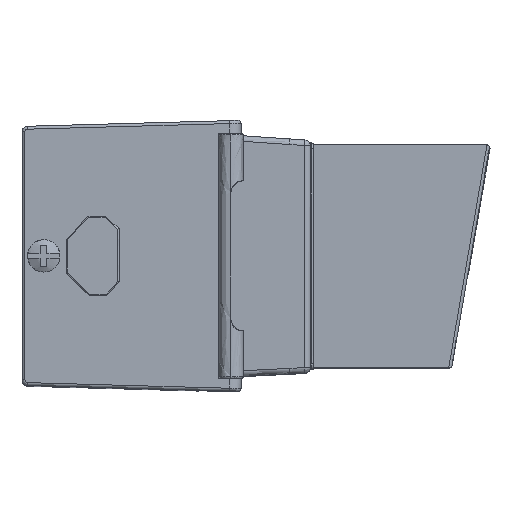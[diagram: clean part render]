
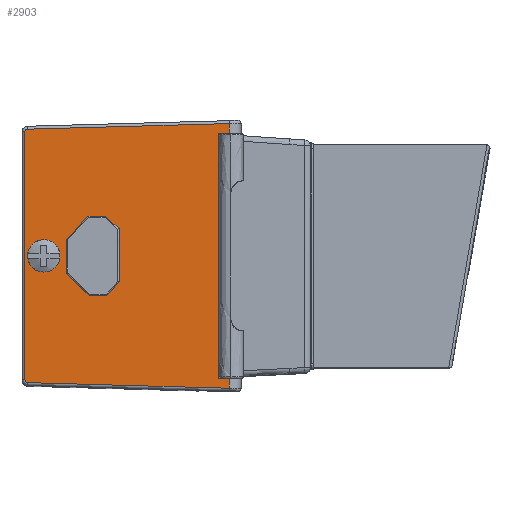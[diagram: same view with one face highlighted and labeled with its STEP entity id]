
A CAD part, top view. The second image highlights one B-rep face of the part: STEP entity #2903.
In plain terms, the highlighted free-form (B-spline) face has degree [1, 1] with [2, 2] control points.
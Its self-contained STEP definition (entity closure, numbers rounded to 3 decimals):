
#2215=CARTESIAN_POINT('',(17.2,20.8,44.));
#2216=VERTEX_POINT('',#2215);
#2223=CARTESIAN_POINT('',(15.3,20.8,44.));
#2224=VERTEX_POINT('',#2223);
#2225=CARTESIAN_POINT('',(17.2,20.8,44.));
#2226=CARTESIAN_POINT('',(15.3,20.8,44.));
#2227=B_SPLINE_CURVE_WITH_KNOTS('',1,(#2225,#2226),.POLYLINE_FORM.,.F.,.U.,(2,2),(0.,0.487),.UNSPECIFIED.);
#2228=EDGE_CURVE('',#2216,#2224,#2227,.T.);
#2259=CARTESIAN_POINT('',(15.3,-20.8,44.));
#2260=VERTEX_POINT('',#2259);
#2261=CARTESIAN_POINT('',(15.3,20.8,44.));
#2262=CARTESIAN_POINT('',(15.3,-20.8,44.));
#2263=B_SPLINE_CURVE_WITH_KNOTS('',1,(#2261,#2262),.POLYLINE_FORM.,.F.,.U.,(2,2),(0.,1.),.UNSPECIFIED.);
#2264=EDGE_CURVE('',#2224,#2260,#2263,.T.);
#2279=CARTESIAN_POINT('',(17.2,-20.8,44.));
#2280=VERTEX_POINT('',#2279);
#2281=CARTESIAN_POINT('',(15.3,-20.8,44.));
#2282=CARTESIAN_POINT('',(17.2,-20.8,44.));
#2283=B_SPLINE_CURVE_WITH_KNOTS('',1,(#2281,#2282),.POLYLINE_FORM.,.F.,.U.,(2,2),(0.513,1.),.UNSPECIFIED.);
#2284=EDGE_CURVE('',#2260,#2280,#2283,.T.);
#2609=CARTESIAN_POINT('',(17.2,22.478,44.));
#2610=VERTEX_POINT('',#2609);
#2618=CARTESIAN_POINT('',(-17.062,21.526,44.));
#2619=VERTEX_POINT('',#2618);
#2627=CARTESIAN_POINT('',(-17.062,21.526,44.));
#2628=CARTESIAN_POINT('',(17.2,22.478,44.));
#2629=B_SPLINE_CURVE_WITH_KNOTS('',1,(#2627,#2628),.POLYLINE_FORM.,.F.,.U.,(2,2),(0.056,1.),.UNSPECIFIED.);
#2630=EDGE_CURVE('',#2619,#2610,#2629,.T.);
#2765=CARTESIAN_POINT('',(17.2,22.478,44.));
#2766=CARTESIAN_POINT('',(17.2,20.8,44.));
#2767=B_SPLINE_CURVE_WITH_KNOTS('',1,(#2765,#2766),.POLYLINE_FORM.,.F.,.U.,(2,2),(0.954,0.989),.UNSPECIFIED.);
#2768=EDGE_CURVE('',#2610,#2216,#2767,.T.);
#2776=CARTESIAN_POINT('',(21.503,25.337,44.));
#2777=CARTESIAN_POINT('',(21.503,-25.337,44.));
#2778=CARTESIAN_POINT('',(-29.17,25.337,44.));
#2779=CARTESIAN_POINT('',(-29.17,-25.337,44.));
#2780=B_SPLINE_SURFACE_WITH_KNOTS('',1,1,((#2776,#2777),(#2778,#2779)),.PLANE_SURF.,.F.,.F.,.U.,(2,2),(2,2),(0.,1.),(0.,1.),.UNSPECIFIED.);
#2781=ORIENTED_EDGE('',*,*,#2284,.F.);
#2782=ORIENTED_EDGE('',*,*,#2264,.F.);
#2783=ORIENTED_EDGE('',*,*,#2228,.F.);
#2784=ORIENTED_EDGE('',*,*,#2768,.F.);
#2785=ORIENTED_EDGE('',*,*,#2630,.F.);
#2786=CARTESIAN_POINT('',(-17.5,21.076,44.));
#2787=VERTEX_POINT('',#2786);
#2788=CARTESIAN_POINT('',(-17.062,21.526,44.));
#2789=CARTESIAN_POINT('',(-17.5,21.514,44.));
#2790=CARTESIAN_POINT('',(-17.5,21.076,44.));
#2791=(BOUNDED_CURVE()B_SPLINE_CURVE(2,(#2788,#2789,#2790),.CIRCULAR_ARC.,.F.,.U.)B_SPLINE_CURVE_WITH_KNOTS((3,3),(0.,1.),.UNSPECIFIED.)CURVE()GEOMETRIC_REPRESENTATION_ITEM()RATIONAL_B_SPLINE_CURVE((1.,0.717,1.))REPRESENTATION_ITEM(''));
#2792=EDGE_CURVE('',#2619,#2787,#2791,.T.);
#2793=ORIENTED_EDGE('',*,*,#2792,.T.);
#2794=CARTESIAN_POINT('',(-17.5,-21.076,44.));
#2795=VERTEX_POINT('',#2794);
#2796=CARTESIAN_POINT('',(-17.5,21.076,44.));
#2797=CARTESIAN_POINT('',(-17.5,-21.076,44.));
#2798=B_SPLINE_CURVE_WITH_KNOTS('',1,(#2796,#2797),.POLYLINE_FORM.,.F.,.U.,(2,2),(0.,1.),.UNSPECIFIED.);
#2799=EDGE_CURVE('',#2787,#2795,#2798,.T.);
#2800=ORIENTED_EDGE('',*,*,#2799,.T.);
#2801=CARTESIAN_POINT('',(-17.062,-21.526,44.));
#2802=VERTEX_POINT('',#2801);
#2803=CARTESIAN_POINT('',(-17.5,-21.076,44.));
#2804=CARTESIAN_POINT('',(-17.5,-21.514,44.));
#2805=CARTESIAN_POINT('',(-17.062,-21.526,44.));
#2806=(BOUNDED_CURVE()B_SPLINE_CURVE(2,(#2803,#2804,#2805),.CIRCULAR_ARC.,.F.,.U.)B_SPLINE_CURVE_WITH_KNOTS((3,3),(0.,1.),.UNSPECIFIED.)CURVE()GEOMETRIC_REPRESENTATION_ITEM()RATIONAL_B_SPLINE_CURVE((1.,0.717,1.))REPRESENTATION_ITEM(''));
#2807=EDGE_CURVE('',#2795,#2802,#2806,.T.);
#2808=ORIENTED_EDGE('',*,*,#2807,.T.);
#2809=CARTESIAN_POINT('',(17.2,-22.478,44.));
#2810=VERTEX_POINT('',#2809);
#2811=CARTESIAN_POINT('',(-17.062,-21.526,44.));
#2812=CARTESIAN_POINT('',(17.2,-22.478,44.));
#2813=B_SPLINE_CURVE_WITH_KNOTS('',1,(#2811,#2812),.POLYLINE_FORM.,.F.,.U.,(2,2),(0.,0.944),.UNSPECIFIED.);
#2814=EDGE_CURVE('',#2802,#2810,#2813,.T.);
#2815=ORIENTED_EDGE('',*,*,#2814,.T.);
#2816=CARTESIAN_POINT('',(17.2,-22.478,44.));
#2817=CARTESIAN_POINT('',(17.2,-20.8,44.));
#2818=B_SPLINE_CURVE_WITH_KNOTS('',1,(#2816,#2817),.POLYLINE_FORM.,.F.,.U.,(2,2),(0.011,0.046),.UNSPECIFIED.);
#2819=EDGE_CURVE('',#2810,#2280,#2818,.T.);
#2820=ORIENTED_EDGE('',*,*,#2819,.T.);
#2821=EDGE_LOOP('',(#2781,#2782,#2783,#2784,#2785,#2793,#2800,#2808,#2815,#2820));
#2822=FACE_OUTER_BOUND('',#2821,.T.);
#2823=CARTESIAN_POINT('',(-10.5,-3.,44.));
#2824=VERTEX_POINT('',#2823);
#2825=CARTESIAN_POINT('',(-10.5,2.801,44.));
#2826=VERTEX_POINT('',#2825);
#2827=CARTESIAN_POINT('',(-10.5,-3.,44.));
#2828=CARTESIAN_POINT('',(-10.5,2.801,44.));
#2829=B_SPLINE_CURVE_WITH_KNOTS('',1,(#2827,#2828),.POLYLINE_FORM.,.F.,.U.,(2,2),(0.291,0.724),.UNSPECIFIED.);
#2830=EDGE_CURVE('',#2824,#2826,#2829,.T.);
#2831=ORIENTED_EDGE('',*,*,#2830,.T.);
#2832=CARTESIAN_POINT('',(-6.8,6.7,44.));
#2833=VERTEX_POINT('',#2832);
#2834=CARTESIAN_POINT('',(-10.5,2.801,44.));
#2835=CARTESIAN_POINT('',(-6.8,6.7,44.));
#2836=B_SPLINE_CURVE_WITH_KNOTS('',1,(#2834,#2835),.POLYLINE_FORM.,.F.,.U.,(2,2),(0.,1.),.UNSPECIFIED.);
#2837=EDGE_CURVE('',#2826,#2833,#2836,.T.);
#2838=ORIENTED_EDGE('',*,*,#2837,.T.);
#2839=CARTESIAN_POINT('',(-3.8,6.7,44.));
#2840=VERTEX_POINT('',#2839);
#2841=CARTESIAN_POINT('',(-6.8,6.7,44.));
#2842=CARTESIAN_POINT('',(-3.8,6.7,44.));
#2843=B_SPLINE_CURVE_WITH_KNOTS('',1,(#2841,#2842),.POLYLINE_FORM.,.F.,.U.,(2,2),(0.256,0.589),.UNSPECIFIED.);
#2844=EDGE_CURVE('',#2833,#2840,#2843,.T.);
#2845=ORIENTED_EDGE('',*,*,#2844,.T.);
#2846=CARTESIAN_POINT('',(-1.5,4.6,44.));
#2847=VERTEX_POINT('',#2846);
#2848=CARTESIAN_POINT('',(-3.8,6.7,44.));
#2849=CARTESIAN_POINT('',(-1.5,4.6,44.));
#2850=B_SPLINE_CURVE_WITH_KNOTS('',1,(#2848,#2849),.POLYLINE_FORM.,.F.,.U.,(2,2),(0.,1.),.UNSPECIFIED.);
#2851=EDGE_CURVE('',#2840,#2847,#2850,.T.);
#2852=ORIENTED_EDGE('',*,*,#2851,.T.);
#2853=CARTESIAN_POINT('',(-1.5,-4.4,44.));
#2854=VERTEX_POINT('',#2853);
#2855=CARTESIAN_POINT('',(-1.5,4.6,44.));
#2856=CARTESIAN_POINT('',(-1.5,-4.4,44.));
#2857=B_SPLINE_CURVE_WITH_KNOTS('',1,(#2855,#2856),.POLYLINE_FORM.,.F.,.U.,(2,2),(0.172,0.843),.UNSPECIFIED.);
#2858=EDGE_CURVE('',#2847,#2854,#2857,.T.);
#2859=ORIENTED_EDGE('',*,*,#2858,.T.);
#2860=CARTESIAN_POINT('',(-3.6,-6.7,44.));
#2861=VERTEX_POINT('',#2860);
#2862=CARTESIAN_POINT('',(-1.5,-4.4,44.));
#2863=CARTESIAN_POINT('',(-3.6,-6.7,44.));
#2864=B_SPLINE_CURVE_WITH_KNOTS('',1,(#2862,#2863),.POLYLINE_FORM.,.F.,.U.,(2,2),(0.,1.),.UNSPECIFIED.);
#2865=EDGE_CURVE('',#2854,#2861,#2864,.T.);
#2866=ORIENTED_EDGE('',*,*,#2865,.T.);
#2867=CARTESIAN_POINT('',(-6.601,-6.7,44.));
#2868=VERTEX_POINT('',#2867);
#2869=CARTESIAN_POINT('',(-3.6,-6.7,44.));
#2870=CARTESIAN_POINT('',(-6.601,-6.7,44.));
#2871=B_SPLINE_CURVE_WITH_KNOTS('',1,(#2869,#2870),.POLYLINE_FORM.,.F.,.U.,(2,2),(0.433,0.767),.UNSPECIFIED.);
#2872=EDGE_CURVE('',#2861,#2868,#2871,.T.);
#2873=ORIENTED_EDGE('',*,*,#2872,.T.);
#2874=CARTESIAN_POINT('',(-6.601,-6.7,44.));
#2875=CARTESIAN_POINT('',(-10.5,-3.,44.));
#2876=B_SPLINE_CURVE_WITH_KNOTS('',1,(#2874,#2875),.POLYLINE_FORM.,.F.,.U.,(2,2),(0.,1.),.UNSPECIFIED.);
#2877=EDGE_CURVE('',#2868,#2824,#2876,.T.);
#2878=ORIENTED_EDGE('',*,*,#2877,.T.);
#2879=EDGE_LOOP('',(#2831,#2838,#2845,#2852,#2859,#2866,#2873,#2878));
#2880=FACE_BOUND('',#2879,.T.);
#2881=CARTESIAN_POINT('',(-14.3,2.75,44.));
#2882=VERTEX_POINT('',#2881);
#2883=CARTESIAN_POINT('',(-14.3,-2.75,44.));
#2884=VERTEX_POINT('',#2883);
#2885=CARTESIAN_POINT('',(-14.3,2.75,44.));
#2886=CARTESIAN_POINT('',(-11.55,2.75,44.));
#2887=CARTESIAN_POINT('',(-11.55,0.,44.));
#2888=CARTESIAN_POINT('',(-11.55,-2.75,44.));
#2889=CARTESIAN_POINT('',(-14.3,-2.75,44.));
#2890=(BOUNDED_CURVE()B_SPLINE_CURVE(2,(#2885,#2886,#2887,#2888,#2889),.CIRCULAR_ARC.,.F.,.U.)B_SPLINE_CURVE_WITH_KNOTS((3,2,3),(0.,0.25,0.5),.UNSPECIFIED.)CURVE()GEOMETRIC_REPRESENTATION_ITEM()RATIONAL_B_SPLINE_CURVE((1.,0.707,1.,0.707,1.))REPRESENTATION_ITEM(''));
#2891=EDGE_CURVE('',#2882,#2884,#2890,.T.);
#2892=ORIENTED_EDGE('',*,*,#2891,.T.);
#2893=CARTESIAN_POINT('',(-14.3,-2.75,44.));
#2894=CARTESIAN_POINT('',(-17.05,-2.75,44.));
#2895=CARTESIAN_POINT('',(-17.05,0.,44.));
#2896=CARTESIAN_POINT('',(-17.05,2.75,44.));
#2897=CARTESIAN_POINT('',(-14.3,2.75,44.));
#2898=(BOUNDED_CURVE()B_SPLINE_CURVE(2,(#2893,#2894,#2895,#2896,#2897),.CIRCULAR_ARC.,.F.,.U.)B_SPLINE_CURVE_WITH_KNOTS((3,2,3),(0.,0.5,1.),.UNSPECIFIED.)CURVE()GEOMETRIC_REPRESENTATION_ITEM()RATIONAL_B_SPLINE_CURVE((1.,0.707,1.,0.707,1.))REPRESENTATION_ITEM(''));
#2899=EDGE_CURVE('',#2884,#2882,#2898,.T.);
#2900=ORIENTED_EDGE('',*,*,#2899,.T.);
#2901=EDGE_LOOP('',(#2892,#2900));
#2902=FACE_BOUND('',#2901,.T.);
#2903=ADVANCED_FACE('',(#2822,#2880,#2902),#2780,.T.);
